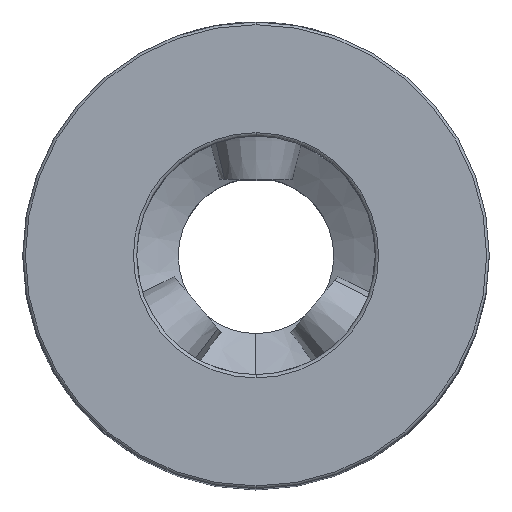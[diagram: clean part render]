
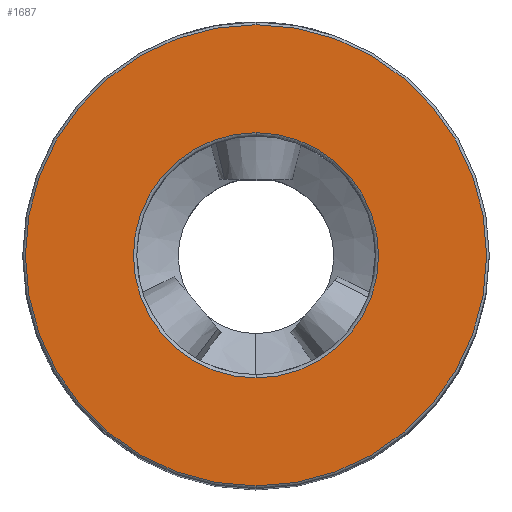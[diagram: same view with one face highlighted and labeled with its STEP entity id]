
A CAD part, top view. The second image highlights one B-rep face of the part: STEP entity #1687.
In plain terms, the highlighted planar face has unit normal (0, 0, 1).
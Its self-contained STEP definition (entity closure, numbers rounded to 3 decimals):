
#985=EDGE_CURVE('NONE',#1953,#1351,#2775,.T.);
#1013=EDGE_CURVE('NONE',#1351,#1953,#2805,.T.);
#1351=VERTEX_POINT('NONE',#3185);
#1429=EDGE_CURVE('NONE',#2543,#2413,#3270,.T.);
#1539=EDGE_CURVE('NONE',#2413,#2543,#3391,.T.);
#1687=ADVANCED_FACE('NONE',(#3554,#3555),#3556,.T.);
#1953=VERTEX_POINT('NONE',#3860);
#2413=VERTEX_POINT('NONE',#4375);
#2543=VERTEX_POINT('NONE',#4524);
#2775=CIRCLE('',#4857,23.648);
#2805=CIRCLE('',#4901,23.648);
#3185=CARTESIAN_POINT('',(0.,-23.648,0.));
#3270=CIRCLE('',#5751,44.478);
#3391=CIRCLE('',#6015,44.478);
#3554=FACE_OUTER_BOUND('',#6288,.T.);
#3555=FACE_BOUND('',#6289,.T.);
#3556=PLANE('',#6290);
#3860=CARTESIAN_POINT('',(0.,23.648,0.));
#4375=CARTESIAN_POINT('',(0.,-44.478,0.));
#4524=CARTESIAN_POINT('',(0.,44.478,0.));
#4857=AXIS2_PLACEMENT_3D('',#8628,#8629,#8630);
#4901=AXIS2_PLACEMENT_3D('',#8661,#8662,#8663);
#5751=AXIS2_PLACEMENT_3D('',#9231,#9232,#9233);
#6015=AXIS2_PLACEMENT_3D('',#9371,#9372,#9373);
#6288=EDGE_LOOP('',(#9560,#9561));
#6289=EDGE_LOOP('',(#9562,#9563));
#6290=AXIS2_PLACEMENT_3D('',#9564,#9565,#9566);
#8628=CARTESIAN_POINT('',(0.,0.0,0.));
#8629=DIRECTION('',(0.,0.0,1.0));
#8630=DIRECTION('',(-1.0,0.0,0.));
#8661=CARTESIAN_POINT('',(0.,0.0,0.));
#8662=DIRECTION('',(0.,0.0,1.0));
#8663=DIRECTION('',(-1.0,0.0,0.));
#9231=CARTESIAN_POINT('',(0.,0.0,0.));
#9232=DIRECTION('',(0.,0.0,1.0));
#9233=DIRECTION('',(1.0,0.0,0.));
#9371=CARTESIAN_POINT('',(0.,0.0,0.));
#9372=DIRECTION('',(0.,0.0,1.0));
#9373=DIRECTION('',(1.0,0.0,0.));
#9560=ORIENTED_EDGE('',*,*,#1429,.T.);
#9561=ORIENTED_EDGE('',*,*,#1539,.T.);
#9562=ORIENTED_EDGE('',*,*,#1013,.F.);
#9563=ORIENTED_EDGE('',*,*,#985,.F.);
#9564=CARTESIAN_POINT('',(0.,0.0,0.));
#9565=DIRECTION('',(0.,0.0,1.0));
#9566=DIRECTION('',(-1.0,0.0,0.));
